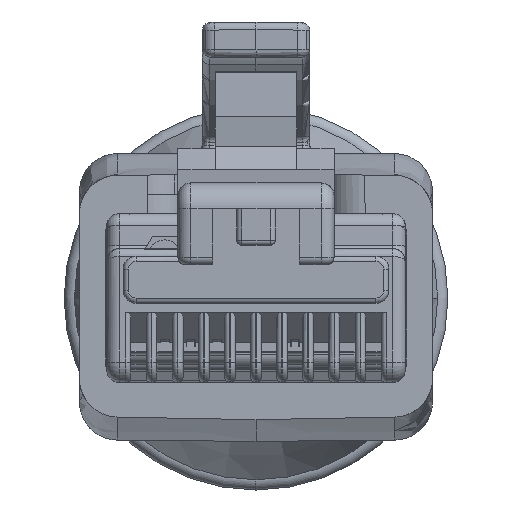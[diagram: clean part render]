
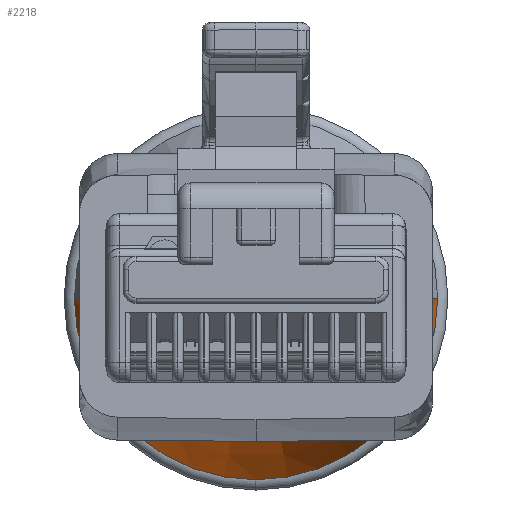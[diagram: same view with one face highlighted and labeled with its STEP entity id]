
A CAD part, front view. The second image highlights one B-rep face of the part: STEP entity #2218.
In plain terms, the highlighted conical face has half-angle 20.376 degrees and reference radius 5.8 mm.
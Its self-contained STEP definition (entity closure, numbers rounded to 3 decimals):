
#1249 = AXIS2_PLACEMENT_3D ( 'NONE', #10649, #19123, #21154 ) ;
#1361 = ORIENTED_EDGE ( 'NONE', *, *, #15236, .F. ) ;
#1957 = CARTESIAN_POINT ( 'NONE',  ( 25.9, 5.8, 0. ) ) ;
#2083 = VERTEX_POINT ( 'NONE', #26529 ) ;
#2218 = ADVANCED_FACE ( 'NONE', ( #11170 ), #24908, .T. ) ;
#2596 = DIRECTION ( 'NONE',  ( -0.937, 0.348, 0. ) ) ;
#2948 = EDGE_CURVE ( 'NONE', #2083, #22892, #12191, .T. ) ;
#4270 = AXIS2_PLACEMENT_3D ( 'NONE', #23577, #5120, #18845 ) ;
#4795 = CARTESIAN_POINT ( 'NONE',  ( 22.4, 7.1, 0. ) ) ;
#5120 = DIRECTION ( 'NONE',  ( -1., 0., 0. ) ) ;
#5172 = VERTEX_POINT ( 'NONE', #22792 ) ;
#6038 = CARTESIAN_POINT ( 'NONE',  ( 25.9, -5.8, 0. ) ) ;
#8971 = VERTEX_POINT ( 'NONE', #21950 ) ;
#9812 = ORIENTED_EDGE ( 'NONE', *, *, #13913, .T. ) ;
#9873 = AXIS2_PLACEMENT_3D ( 'NONE', #17505, #11440, #17638 ) ;
#10649 = CARTESIAN_POINT ( 'NONE',  ( 29.4, 0., 0. ) ) ;
#11170 = FACE_OUTER_BOUND ( 'NONE', #23757, .T. ) ;
#11440 = DIRECTION ( 'NONE',  ( 1., 0., 0. ) ) ;
#12191 = LINE ( 'NONE', #1957, #12707 ) ;
#12707 = VECTOR ( 'NONE', #2596, 1000. ) ;
#13913 = EDGE_CURVE ( 'NONE', #5172, #22892, #21486, .T. ) ;
#13993 = DIRECTION ( 'NONE',  ( -0.937, -0.348, 0. ) ) ;
#15236 = EDGE_CURVE ( 'NONE', #8971, #2083, #21465, .T. ) ;
#15665 = LINE ( 'NONE', #6038, #23746 ) ;
#15690 = ORIENTED_EDGE ( 'NONE', *, *, #2948, .F. ) ;
#17505 = CARTESIAN_POINT ( 'NONE',  ( 22.4, 0., 0. ) ) ;
#17638 = DIRECTION ( 'NONE',  ( 0., 1., 0. ) ) ;
#18845 = DIRECTION ( 'NONE',  ( 0., 1., 0. ) ) ;
#19123 = DIRECTION ( 'NONE',  ( 1., 0., 0. ) ) ;
#19543 = ORIENTED_EDGE ( 'NONE', *, *, #23374, .T. ) ;
#21154 = DIRECTION ( 'NONE',  ( 0., 1., 0. ) ) ;
#21465 = CIRCLE ( 'NONE', #1249, 4.5 ) ;
#21486 = CIRCLE ( 'NONE', #9873, 7.1 ) ;
#21950 = CARTESIAN_POINT ( 'NONE',  ( 29.4, -4.5, 0. ) ) ;
#22792 = CARTESIAN_POINT ( 'NONE',  ( 22.4, -7.1, 0. ) ) ;
#22892 = VERTEX_POINT ( 'NONE', #4795 ) ;
#23374 = EDGE_CURVE ( 'NONE', #8971, #5172, #15665, .T. ) ;
#23577 = CARTESIAN_POINT ( 'NONE',  ( 25.9, 0., 0. ) ) ;
#23746 = VECTOR ( 'NONE', #13993, 1000. ) ;
#23757 = EDGE_LOOP ( 'NONE', ( #1361, #19543, #9812, #15690 ) ) ;
#24908 = CONICAL_SURFACE ( 'NONE', #4270, 5.8, 0.356 ) ;
#26529 = CARTESIAN_POINT ( 'NONE',  ( 29.4, 4.5, 0. ) ) ;
